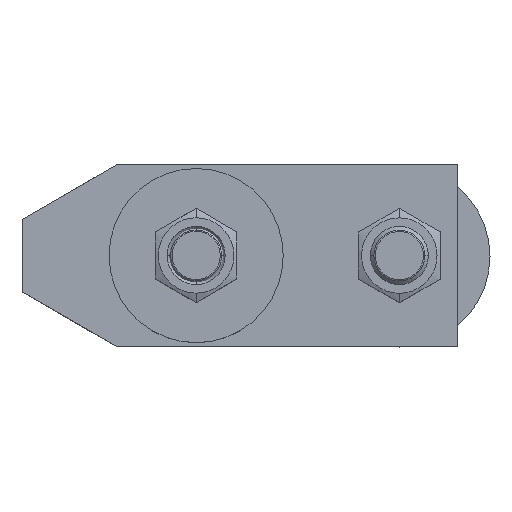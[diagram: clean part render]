
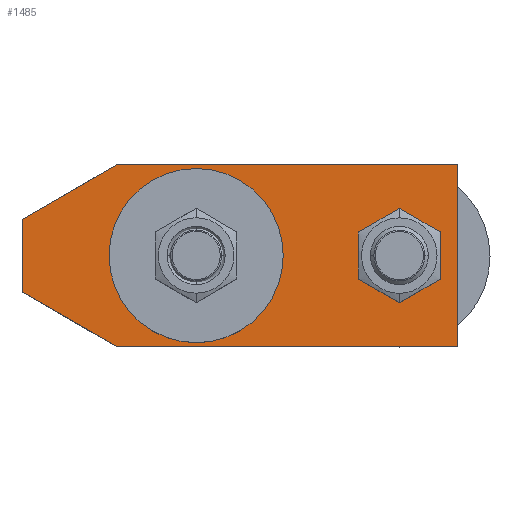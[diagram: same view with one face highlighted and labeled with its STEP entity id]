
A CAD part, top view. The second image highlights one B-rep face of the part: STEP entity #1485.
In plain terms, the highlighted planar face has unit normal (0, 0, 1).
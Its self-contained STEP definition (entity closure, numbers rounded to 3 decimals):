
#665=EDGE_CURVE('',#725,#981,#1785,.T.);
#711=VERTEX_POINT('',#1836);
#725=VERTEX_POINT('',#1851);
#759=EDGE_CURVE('',#1615,#1639,#1890,.T.);
#775=VERTEX_POINT('',#1908);
#803=VERTEX_POINT('',#1941);
#809=EDGE_CURVE('',#819,#803,#1947,.T.);
#819=VERTEX_POINT('',#1959);
#881=EDGE_CURVE('',#1333,#1577,#2027,.T.);
#887=EDGE_CURVE('',#711,#819,#2033,.T.);
#981=VERTEX_POINT('',#2134);
#1073=EDGE_CURVE('',#775,#725,#2232,.T.);
#1145=VERTEX_POINT('',#2317);
#1259=VERTEX_POINT('',#2443);
#1333=VERTEX_POINT('',#2527);
#1365=EDGE_CURVE('',#1577,#1333,#2563,.T.);
#1485=ADVANCED_FACE('',(#2696,#2697,#2698),#2699,.T.);
#1495=EDGE_CURVE('',#981,#711,#2709,.T.);
#1523=EDGE_CURVE('',#1639,#1259,#2739,.T.);
#1527=EDGE_CURVE('',#1145,#1615,#2743,.T.);
#1577=VERTEX_POINT('',#2798);
#1595=EDGE_CURVE('',#803,#775,#2818,.T.);
#1615=VERTEX_POINT('',#2841);
#1617=EDGE_CURVE('',#1259,#1145,#2843,.T.);
#1639=VERTEX_POINT('',#2866);
#1785=LINE('',#3038,#3039);
#1836=CARTESIAN_POINT('',(60.0,-12.5,12.0));
#1851=CARTESIAN_POINT('',(13.0,12.5,12.0));
#1890=CIRCLE('',#3187,4.5);
#1908=CARTESIAN_POINT('',(0.0,5.,12.0));
#1941=CARTESIAN_POINT('',(0.0,-5.,12.0));
#1947=LINE('',#3268,#3269);
#1959=CARTESIAN_POINT('',(13.0,-12.5,12.0));
#2027=CIRCLE('',#3394,4.0);
#2033=LINE('',#3405,#3406);
#2134=CARTESIAN_POINT('',(60.0,12.5,12.0));
#2232=LINE('',#3742,#3743);
#2317=CARTESIAN_POINT('',(30.5,-4.5,12.0));
#2443=CARTESIAN_POINT('',(30.5,4.5,12.0));
#2527=CARTESIAN_POINT('',(56.0,0.,12.0));
#2563=CIRCLE('',#4269,4.0);
#2696=FACE_BOUND('',#4469,.T.);
#2697=FACE_BOUND('',#4470,.T.);
#2698=FACE_OUTER_BOUND('',#4471,.T.);
#2699=PLANE('',#4472);
#2709=LINE('',#4487,#4488);
#2739=LINE('',#4534,#4535);
#2743=LINE('',#4542,#4543);
#2798=CARTESIAN_POINT('',(48.0,0.,12.0));
#2818=LINE('',#4642,#4643);
#2841=CARTESIAN_POINT('',(17.5,-4.5,12.0));
#2843=CIRCLE('',#4670,4.5);
#2866=CARTESIAN_POINT('',(17.5,4.5,12.0));
#3038=CARTESIAN_POINT('',(60.0,12.5,12.0));
#3039=VECTOR('',#4865,1.0);
#3187=AXIS2_PLACEMENT_3D('',#4990,#4991,#4992);
#3268=CARTESIAN_POINT('',(0.0,-5.,12.0));
#3269=VECTOR('',#5066,1.0);
#3394=AXIS2_PLACEMENT_3D('',#5165,#5166,#5167);
#3405=CARTESIAN_POINT('',(13.0,-12.5,12.0));
#3406=VECTOR('',#5170,1.0);
#3742=CARTESIAN_POINT('',(13.0,12.5,12.0));
#3743=VECTOR('',#5341,1.0);
#4269=AXIS2_PLACEMENT_3D('',#5739,#5740,#5741);
#4469=EDGE_LOOP('',(#5889,#5890));
#4470=EDGE_LOOP('',(#5891,#5892,#5893,#5894));
#4471=EDGE_LOOP('',(#5895,#5896,#5897,#5898,#5899,#5900));
#4472=AXIS2_PLACEMENT_3D('',#5901,#5902,#5903);
#4487=CARTESIAN_POINT('',(60.0,-12.5,12.0));
#4488=VECTOR('',#5906,1.0);
#4534=CARTESIAN_POINT('',(24.868,4.5,12.0));
#4535=VECTOR('',#5942,1.0);
#4542=CARTESIAN_POINT('',(31.368,-4.5,12.0));
#4543=VECTOR('',#5944,1.0);
#4642=CARTESIAN_POINT('',(0.0,5.,12.0));
#4643=VECTOR('',#6015,1.0);
#4670=AXIS2_PLACEMENT_3D('',#6043,#6044,#6045);
#4865=DIRECTION('',(1.0,0.0,0.0));
#4990=CARTESIAN_POINT('',(17.5,0.0,12.0));
#4991=DIRECTION('',(0.0,0.0,-1.0));
#4992=DIRECTION('',(0.0,-1.0,0.0));
#5066=DIRECTION('',(-0.866,0.5,0.0));
#5165=CARTESIAN_POINT('',(52.0,0.0,12.0));
#5166=DIRECTION('',(0.0,0.0,-1.0));
#5167=DIRECTION('',(-1.0,0.,0.0));
#5170=DIRECTION('',(-1.0,0.0,0.0));
#5341=DIRECTION('',(0.866,0.5,0.0));
#5739=CARTESIAN_POINT('',(52.0,0.0,12.0));
#5740=DIRECTION('',(0.0,0.0,-1.0));
#5741=DIRECTION('',(-1.0,0.,0.0));
#5889=ORIENTED_EDGE('',*,*,#1365,.T.);
#5890=ORIENTED_EDGE('',*,*,#881,.T.);
#5891=ORIENTED_EDGE('',*,*,#759,.T.);
#5892=ORIENTED_EDGE('',*,*,#1523,.T.);
#5893=ORIENTED_EDGE('',*,*,#1617,.T.);
#5894=ORIENTED_EDGE('',*,*,#1527,.T.);
#5895=ORIENTED_EDGE('',*,*,#887,.F.);
#5896=ORIENTED_EDGE('',*,*,#1495,.F.);
#5897=ORIENTED_EDGE('',*,*,#665,.F.);
#5898=ORIENTED_EDGE('',*,*,#1073,.F.);
#5899=ORIENTED_EDGE('',*,*,#1595,.F.);
#5900=ORIENTED_EDGE('',*,*,#809,.F.);
#5901=CARTESIAN_POINT('',(32.236,0.,12.0));
#5902=DIRECTION('',(0.0,0.0,1.0));
#5903=DIRECTION('',(1.0,0.0,0.0));
#5906=DIRECTION('',(0.0,-1.0,0.0));
#5942=DIRECTION('',(1.0,0.0,0.0));
#5944=DIRECTION('',(-1.0,0.0,0.0));
#6015=DIRECTION('',(0.0,1.0,0.0));
#6043=CARTESIAN_POINT('',(30.5,0.0,12.0));
#6044=DIRECTION('',(0.0,0.0,-1.0));
#6045=DIRECTION('',(0.0,1.0,0.0));
